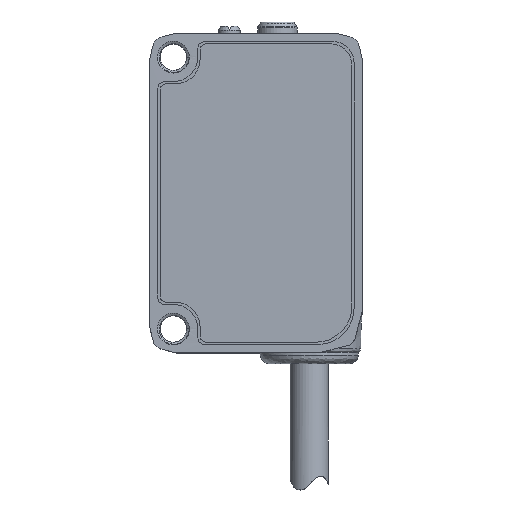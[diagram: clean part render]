
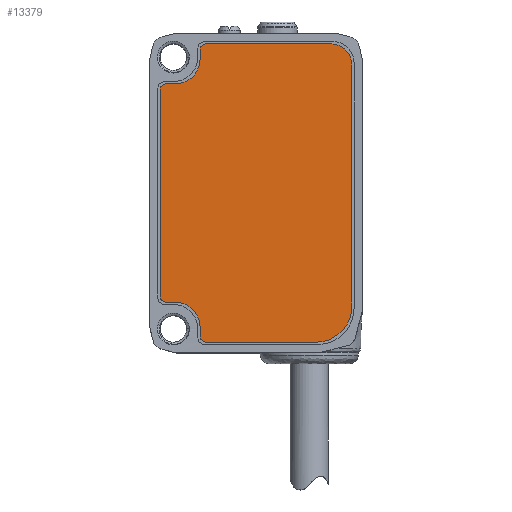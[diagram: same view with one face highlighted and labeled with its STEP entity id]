
A CAD part, top view. The second image highlights one B-rep face of the part: STEP entity #13379.
In plain terms, the highlighted planar face has unit normal (0, 0, 1).
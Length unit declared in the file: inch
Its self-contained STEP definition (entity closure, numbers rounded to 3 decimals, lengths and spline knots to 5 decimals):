
#84 = CIRCLE ( 'NONE', #13958, 0.02362 ) ;
#299 = VERTEX_POINT ( 'NONE', #17659 ) ;
#308 = CARTESIAN_POINT ( 'NONE',  ( 0.58071, 0.97441, 0.19685 ) ) ;
#351 = CARTESIAN_POINT ( 'NONE',  ( -0.02559, 0.88189, 0.19685 ) ) ;
#647 = CARTESIAN_POINT ( 'NONE',  ( 0.09843, 0.99606, 0.19685 ) ) ;
#1358 = EDGE_CURVE ( 'NONE', #12444, #3659, #19972, .T. ) ;
#1546 = EDGE_CURVE ( 'NONE', #21136, #10798, #17817, .T. ) ;
#1629 = ORIENTED_EDGE ( 'NONE', *, *, #18649, .F. ) ;
#1805 = DIRECTION ( 'NONE',  ( 0., 1., 0. ) ) ;
#1808 = CIRCLE ( 'NONE', #16379, 0.09055 ) ;
#1888 = CARTESIAN_POINT ( 'NONE',  ( 0.12205, 1.02953, 0.19685 ) ) ;
#1994 = DIRECTION ( 'NONE',  ( -1., 0., 0. ) ) ;
#2127 = VERTEX_POINT ( 'NONE', #12530 ) ;
#2137 = LINE ( 'NONE', #5584, #11036 ) ;
#2170 = EDGE_CURVE ( 'NONE', #13240, #9194, #2622, .T. ) ;
#2194 = VECTOR ( 'NONE', #16755, 39.37008 ) ;
#2228 = AXIS2_PLACEMENT_3D ( 'NONE', #5890, #7446, #9333 ) ;
#2341 = EDGE_CURVE ( 'NONE', #8209, #6969, #17076, .T. ) ;
#2548 = VECTOR ( 'NONE', #11390, 39.37008 ) ;
#2622 = LINE ( 'NONE', #4720, #2548 ) ;
#3019 = EDGE_CURVE ( 'NONE', #2127, #8209, #84, .T. ) ;
#3141 = CARTESIAN_POINT ( 'NONE',  ( 0.09843, 1.02953, 0.19685 ) ) ;
#3436 = ORIENTED_EDGE ( 'NONE', *, *, #3019, .F. ) ;
#3659 = VERTEX_POINT ( 'NONE', #5929 ) ;
#3877 = CARTESIAN_POINT ( 'NONE',  ( 0.52559, -0.04921, 0.19685 ) ) ;
#4698 = DIRECTION ( 'NONE',  ( -1., 0., 0. ) ) ;
#4720 = CARTESIAN_POINT ( 'NONE',  ( 0.09843, 1.02953, 0.19685 ) ) ;
#4876 = CARTESIAN_POINT ( 'NONE',  ( 0.00787, 0.90551, 0.19685 ) ) ;
#5050 = CARTESIAN_POINT ( 'NONE',  ( 0.00787, 0.90551, 0.19685 ) ) ;
#5112 = LINE ( 'NONE', #20032, #9338 ) ;
#5135 = DIRECTION ( 'NONE',  ( 0., 0., -1. ) ) ;
#5309 = EDGE_CURVE ( 'NONE', #299, #12444, #5112, .T. ) ;
#5584 = CARTESIAN_POINT ( 'NONE',  ( 0.65945, 0.08465, 0.19685 ) ) ;
#5871 = CARTESIAN_POINT ( 'NONE',  ( -0.04921, 0.01496, 0.19685 ) ) ;
#5890 = CARTESIAN_POINT ( 'NONE',  ( 0.00787, 0.00787, 0.19685 ) ) ;
#5929 = CARTESIAN_POINT ( 'NONE',  ( -0.02559, 0.90551, 0.19685 ) ) ;
#5997 = CARTESIAN_POINT ( 'NONE',  ( 0.58071, 1.05315, 0.19685 ) ) ;
#6078 = ORIENTED_EDGE ( 'NONE', *, *, #14838, .F. ) ;
#6124 = EDGE_CURVE ( 'NONE', #13171, #2127, #12494, .T. ) ;
#6299 = PLANE ( 'NONE',  #12118 ) ;
#6317 = VERTEX_POINT ( 'NONE', #17393 ) ;
#6547 = ORIENTED_EDGE ( 'NONE', *, *, #8725, .F. ) ;
#6582 = CARTESIAN_POINT ( 'NONE',  ( 0.00787, 0.99606, 0.19685 ) ) ;
#6804 = CIRCLE ( 'NONE', #14266, 0.02362 ) ;
#6969 = VERTEX_POINT ( 'NONE', #11076 ) ;
#7297 = ORIENTED_EDGE ( 'NONE', *, *, #6124, .F. ) ;
#7446 = DIRECTION ( 'NONE',  ( 0., 0., -1. ) ) ;
#7459 = DIRECTION ( 'NONE',  ( 0., -1., 0. ) ) ;
#7668 = DIRECTION ( 'NONE',  ( 1., 0., 0. ) ) ;
#7786 = CARTESIAN_POINT ( 'NONE',  ( 0.00787, 0.09843, 0.19685 ) ) ;
#8118 = CARTESIAN_POINT ( 'NONE',  ( -0.02559, 0.09843, 0.19685 ) ) ;
#8209 = VERTEX_POINT ( 'NONE', #8707 ) ;
#8298 = CARTESIAN_POINT ( 'NONE',  ( 0.65945, 0.97441, 0.19685 ) ) ;
#8546 = VECTOR ( 'NONE', #18173, 39.37008 ) ;
#8658 = DIRECTION ( 'NONE',  ( 0., 0., -1. ) ) ;
#8707 = CARTESIAN_POINT ( 'NONE',  ( 0.09843, -0.02559, 0.19685 ) ) ;
#8725 = EDGE_CURVE ( 'NONE', #6317, #13171, #10678, .T. ) ;
#9194 = VERTEX_POINT ( 'NONE', #3141 ) ;
#9333 = DIRECTION ( 'NONE',  ( -1., 0., 0. ) ) ;
#9338 = VECTOR ( 'NONE', #13347, 39.37008 ) ;
#9343 = DIRECTION ( 'NONE',  ( -1., 0., 0. ) ) ;
#9443 = ORIENTED_EDGE ( 'NONE', *, *, #17042, .T. ) ;
#9455 = CARTESIAN_POINT ( 'NONE',  ( -0.02559, 0.12205, 0.19685 ) ) ;
#9630 = VECTOR ( 'NONE', #7668, 39.37008 ) ;
#10031 = AXIS2_PLACEMENT_3D ( 'NONE', #1888, #8658, #1994 ) ;
#10116 = CARTESIAN_POINT ( 'NONE',  ( -0.04921, 0.88189, 0.19685 ) ) ;
#10385 = VERTEX_POINT ( 'NONE', #7786 ) ;
#10509 = EDGE_CURVE ( 'NONE', #299, #21272, #6804, .T. ) ;
#10539 = DIRECTION ( 'NONE',  ( -1., 0., 0. ) ) ;
#10633 = ORIENTED_EDGE ( 'NONE', *, *, #16573, .F. ) ;
#10678 = CIRCLE ( 'NONE', #19597, 0.13386 ) ;
#10798 = VERTEX_POINT ( 'NONE', #11377 ) ;
#10908 = CARTESIAN_POINT ( 'NONE',  ( 0.12205, -0.02559, 0.19685 ) ) ;
#10925 = CARTESIAN_POINT ( 'NONE',  ( 0.12205, 1.05315, 0.19685 ) ) ;
#11036 = VECTOR ( 'NONE', #7459, 39.37008 ) ;
#11076 = CARTESIAN_POINT ( 'NONE',  ( 0.09843, 0.00787, 0.19685 ) ) ;
#11377 = CARTESIAN_POINT ( 'NONE',  ( 0.58071, 1.05315, 0.19685 ) ) ;
#11380 = ORIENTED_EDGE ( 'NONE', *, *, #20769, .F. ) ;
#11390 = DIRECTION ( 'NONE',  ( 0., 1., 0. ) ) ;
#11546 = VERTEX_POINT ( 'NONE', #8298 ) ;
#12118 = AXIS2_PLACEMENT_3D ( 'NONE', #5871, #14557, #12770 ) ;
#12136 = EDGE_LOOP ( 'NONE', ( #17805, #11380, #13565, #12604, #12792, #21934, #9443, #21485, #3436, #7297, #6547, #6078, #1629, #15066, #10633, #16569 ) ) ;
#12444 = VERTEX_POINT ( 'NONE', #10116 ) ;
#12494 = LINE ( 'NONE', #16183, #18977 ) ;
#12520 = CIRCLE ( 'NONE', #10031, 0.02362 ) ;
#12530 = CARTESIAN_POINT ( 'NONE',  ( 0.12205, -0.04921, 0.19685 ) ) ;
#12604 = ORIENTED_EDGE ( 'NONE', *, *, #5309, .F. ) ;
#12770 = DIRECTION ( 'NONE',  ( 1., 0., 0. ) ) ;
#12792 = ORIENTED_EDGE ( 'NONE', *, *, #10509, .T. ) ;
#13090 = EDGE_CURVE ( 'NONE', #21272, #10385, #13699, .T. ) ;
#13171 = VERTEX_POINT ( 'NONE', #3877 ) ;
#13240 = VERTEX_POINT ( 'NONE', #647 ) ;
#13347 = DIRECTION ( 'NONE',  ( 0., 1., 0. ) ) ;
#13379 = ADVANCED_FACE ( 'NONE', ( #14348 ), #6299, .T. ) ;
#13481 = CARTESIAN_POINT ( 'NONE',  ( 0.52559, 0.08465, 0.19685 ) ) ;
#13565 = ORIENTED_EDGE ( 'NONE', *, *, #1358, .F. ) ;
#13699 = LINE ( 'NONE', #19956, #8546 ) ;
#13767 = EDGE_CURVE ( 'NONE', #13240, #19604, #1808, .T. ) ;
#13830 = DIRECTION ( 'NONE',  ( -1., 0., 0. ) ) ;
#13958 = AXIS2_PLACEMENT_3D ( 'NONE', #10908, #17717, #9343 ) ;
#13978 = AXIS2_PLACEMENT_3D ( 'NONE', #308, #15898, #10539 ) ;
#14266 = AXIS2_PLACEMENT_3D ( 'NONE', #9455, #21504, #21396 ) ;
#14279 = DIRECTION ( 'NONE',  ( -1., 0., 0. ) ) ;
#14348 = FACE_OUTER_BOUND ( 'NONE', #12136, .T. ) ;
#14557 = DIRECTION ( 'NONE',  ( 0., 0., 1. ) ) ;
#14838 = EDGE_CURVE ( 'NONE', #11546, #6317, #2137, .T. ) ;
#15066 = ORIENTED_EDGE ( 'NONE', *, *, #1546, .F. ) ;
#15410 = CARTESIAN_POINT ( 'NONE',  ( 0.09843, 0.00787, 0.19685 ) ) ;
#15898 = DIRECTION ( 'NONE',  ( 0., 0., -1. ) ) ;
#16183 = CARTESIAN_POINT ( 'NONE',  ( 0.12205, -0.04921, 0.19685 ) ) ;
#16379 = AXIS2_PLACEMENT_3D ( 'NONE', #6582, #20074, #4698 ) ;
#16569 = ORIENTED_EDGE ( 'NONE', *, *, #2170, .F. ) ;
#16573 = EDGE_CURVE ( 'NONE', #9194, #21136, #12520, .T. ) ;
#16755 = DIRECTION ( 'NONE',  ( 1., 0., 0. ) ) ;
#17042 = EDGE_CURVE ( 'NONE', #10385, #6969, #18592, .T. ) ;
#17076 = LINE ( 'NONE', #15410, #21776 ) ;
#17393 = CARTESIAN_POINT ( 'NONE',  ( 0.65945, 0.08465, 0.19685 ) ) ;
#17659 = CARTESIAN_POINT ( 'NONE',  ( -0.04921, 0.12205, 0.19685 ) ) ;
#17717 = DIRECTION ( 'NONE',  ( 0., 0., -1. ) ) ;
#17805 = ORIENTED_EDGE ( 'NONE', *, *, #13767, .T. ) ;
#17817 = LINE ( 'NONE', #5997, #9630 ) ;
#18173 = DIRECTION ( 'NONE',  ( 1., 0., 0. ) ) ;
#18570 = AXIS2_PLACEMENT_3D ( 'NONE', #351, #20514, #13830 ) ;
#18592 = CIRCLE ( 'NONE', #2228, 0.09055 ) ;
#18649 = EDGE_CURVE ( 'NONE', #10798, #11546, #20014, .T. ) ;
#18977 = VECTOR ( 'NONE', #14279, 39.37008 ) ;
#19597 = AXIS2_PLACEMENT_3D ( 'NONE', #13481, #5135, #20504 ) ;
#19604 = VERTEX_POINT ( 'NONE', #4876 ) ;
#19956 = CARTESIAN_POINT ( 'NONE',  ( -0.04921, 0.09843, 0.19685 ) ) ;
#19972 = CIRCLE ( 'NONE', #18570, 0.02362 ) ;
#19975 = LINE ( 'NONE', #5050, #2194 ) ;
#20014 = CIRCLE ( 'NONE', #13978, 0.07874 ) ;
#20032 = CARTESIAN_POINT ( 'NONE',  ( -0.04921, 0.88189, 0.19685 ) ) ;
#20074 = DIRECTION ( 'NONE',  ( 0., 0., -1. ) ) ;
#20504 = DIRECTION ( 'NONE',  ( -1., 0., 0. ) ) ;
#20514 = DIRECTION ( 'NONE',  ( 0., 0., -1. ) ) ;
#20769 = EDGE_CURVE ( 'NONE', #3659, #19604, #19975, .T. ) ;
#21136 = VERTEX_POINT ( 'NONE', #10925 ) ;
#21272 = VERTEX_POINT ( 'NONE', #8118 ) ;
#21396 = DIRECTION ( 'NONE',  ( -1., 0., 0. ) ) ;
#21485 = ORIENTED_EDGE ( 'NONE', *, *, #2341, .F. ) ;
#21504 = DIRECTION ( 'NONE',  ( 0., 0., 1. ) ) ;
#21776 = VECTOR ( 'NONE', #1805, 39.37008 ) ;
#21934 = ORIENTED_EDGE ( 'NONE', *, *, #13090, .T. ) ;
